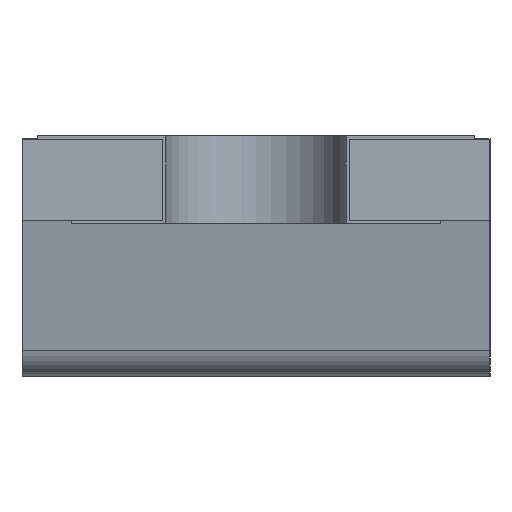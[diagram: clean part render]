
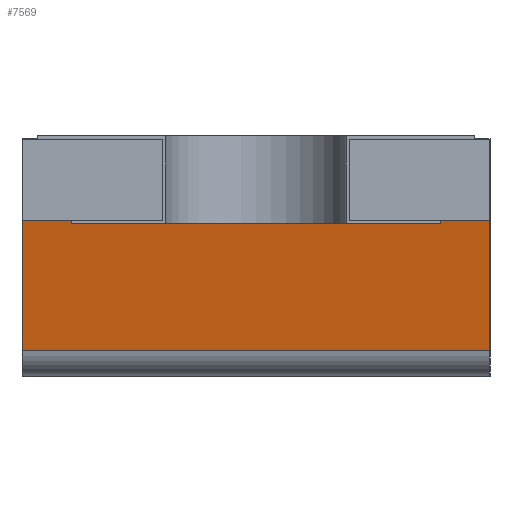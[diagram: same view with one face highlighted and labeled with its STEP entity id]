
A CAD part, left-side view. The second image highlights one B-rep face of the part: STEP entity #7569.
In plain terms, the highlighted planar face has unit normal (-0.985, 0, -0.174).
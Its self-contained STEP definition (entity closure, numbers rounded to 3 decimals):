
#258 = DIRECTION ( 'NONE',  ( 0., 1., 0. ) ) ;
#344 = ORIENTED_EDGE ( 'NONE', *, *, #3868, .F. ) ;
#428 = EDGE_LOOP ( 'NONE', ( #344, #12655, #10730, #8233, #2925, #12216, #12456, #6373 ) ) ;
#430 = CARTESIAN_POINT ( 'NONE',  ( -0.938, 0., 0. ) ) ;
#1029 = AXIS2_PLACEMENT_3D ( 'NONE', #9722, #8747, #258 ) ;
#1485 = LINE ( 'NONE', #7081, #8768 ) ;
#1515 = VERTEX_POINT ( 'NONE', #2111 ) ;
#1562 = DIRECTION ( 'NONE',  ( 0.174, 0., -0.985 ) ) ;
#1715 = DIRECTION ( 'NONE',  ( 0., 1., 0. ) ) ;
#1829 = VERTEX_POINT ( 'NONE', #12309 ) ;
#1932 = EDGE_CURVE ( 'NONE', #5412, #7039, #1485, .T. ) ;
#2082 = VECTOR ( 'NONE', #8015, 1000. ) ;
#2111 = CARTESIAN_POINT ( 'NONE',  ( -0.938, 0.15, 0. ) ) ;
#2192 = LINE ( 'NONE', #7687, #3005 ) ;
#2463 = LINE ( 'NONE', #4917, #12752 ) ;
#2475 = DIRECTION ( 'NONE',  ( 0., -1., 0. ) ) ;
#2727 = EDGE_CURVE ( 'NONE', #10015, #8341, #2192, .T. ) ;
#2925 = ORIENTED_EDGE ( 'NONE', *, *, #3162, .F. ) ;
#3005 = VECTOR ( 'NONE', #2475, 1000. ) ;
#3162 = EDGE_CURVE ( 'NONE', #1829, #6873, #2463, .T. ) ;
#3673 = CARTESIAN_POINT ( 'NONE',  ( -0.866, -0.75, -0.407 ) ) ;
#3781 = DIRECTION ( 'NONE',  ( 0., 1., 0. ) ) ;
#3841 = LINE ( 'NONE', #430, #2082 ) ;
#3868 = EDGE_CURVE ( 'NONE', #10015, #7039, #7684, .T. ) ;
#4769 = DIRECTION ( 'NONE',  ( -0.174, 0., 0.985 ) ) ;
#4917 = CARTESIAN_POINT ( 'NONE',  ( -0.94, -0.15, 0.01 ) ) ;
#5412 = VERTEX_POINT ( 'NONE', #8834 ) ;
#5558 = CARTESIAN_POINT ( 'NONE',  ( -0.852, 0.75, -0.49 ) ) ;
#6069 = CARTESIAN_POINT ( 'NONE',  ( -0.94, -0.15, 0.01 ) ) ;
#6373 = ORIENTED_EDGE ( 'NONE', *, *, #1932, .T. ) ;
#6578 = CARTESIAN_POINT ( 'NONE',  ( -0.866, 0.75, -0.407 ) ) ;
#6597 = VECTOR ( 'NONE', #1715, 1000. ) ;
#6707 = FACE_OUTER_BOUND ( 'NONE', #428, .T. ) ;
#6775 = PLANE ( 'NONE',  #1029 ) ;
#6873 = VERTEX_POINT ( 'NONE', #6069 ) ;
#7039 = VERTEX_POINT ( 'NONE', #12198 ) ;
#7041 = VECTOR ( 'NONE', #8526, 1000. ) ;
#7081 = CARTESIAN_POINT ( 'NONE',  ( -0.94, 0.75, 0.01 ) ) ;
#7185 = CARTESIAN_POINT ( 'NONE',  ( -0.852, -0.75, -0.49 ) ) ;
#7199 = VERTEX_POINT ( 'NONE', #11331 ) ;
#7336 = VECTOR ( 'NONE', #9972, 1000. ) ;
#7569 = ADVANCED_FACE ( 'NONE', ( #6707 ), #6775, .F. ) ;
#7684 = LINE ( 'NONE', #5558, #7336 ) ;
#7687 = CARTESIAN_POINT ( 'NONE',  ( -0.866, -0.75, -0.407 ) ) ;
#8015 = DIRECTION ( 'NONE',  ( 0., -1., 0. ) ) ;
#8233 = ORIENTED_EDGE ( 'NONE', *, *, #8340, .T. ) ;
#8340 = EDGE_CURVE ( 'NONE', #7199, #6873, #10194, .T. ) ;
#8341 = VERTEX_POINT ( 'NONE', #3673 ) ;
#8416 = EDGE_CURVE ( 'NONE', #7199, #8341, #11778, .T. ) ;
#8526 = DIRECTION ( 'NONE',  ( 0.174, 0., -0.985 ) ) ;
#8747 = DIRECTION ( 'NONE',  ( 0.985, 0., 0.174 ) ) ;
#8768 = VECTOR ( 'NONE', #3781, 1000. ) ;
#8834 = CARTESIAN_POINT ( 'NONE',  ( -0.94, 0.15, 0.01 ) ) ;
#8918 = LINE ( 'NONE', #10233, #13601 ) ;
#8925 = EDGE_CURVE ( 'NONE', #5412, #1515, #8918, .T. ) ;
#9722 = CARTESIAN_POINT ( 'NONE',  ( -0.852, 0., -0.49 ) ) ;
#9972 = DIRECTION ( 'NONE',  ( -0.174, 0., 0.985 ) ) ;
#10015 = VERTEX_POINT ( 'NONE', #6578 ) ;
#10120 = CARTESIAN_POINT ( 'NONE',  ( -0.94, 0.75, 0.01 ) ) ;
#10194 = LINE ( 'NONE', #10120, #6597 ) ;
#10233 = CARTESIAN_POINT ( 'NONE',  ( -0.94, 0.15, 0.01 ) ) ;
#10730 = ORIENTED_EDGE ( 'NONE', *, *, #8416, .F. ) ;
#11331 = CARTESIAN_POINT ( 'NONE',  ( -0.94, -0.75, 0.01 ) ) ;
#11778 = LINE ( 'NONE', #7185, #7041 ) ;
#12198 = CARTESIAN_POINT ( 'NONE',  ( -0.94, 0.75, 0.01 ) ) ;
#12216 = ORIENTED_EDGE ( 'NONE', *, *, #13282, .F. ) ;
#12309 = CARTESIAN_POINT ( 'NONE',  ( -0.938, -0.15, 0. ) ) ;
#12456 = ORIENTED_EDGE ( 'NONE', *, *, #8925, .F. ) ;
#12655 = ORIENTED_EDGE ( 'NONE', *, *, #2727, .T. ) ;
#12752 = VECTOR ( 'NONE', #4769, 1000. ) ;
#13282 = EDGE_CURVE ( 'NONE', #1515, #1829, #3841, .T. ) ;
#13601 = VECTOR ( 'NONE', #1562, 1000. ) ;
